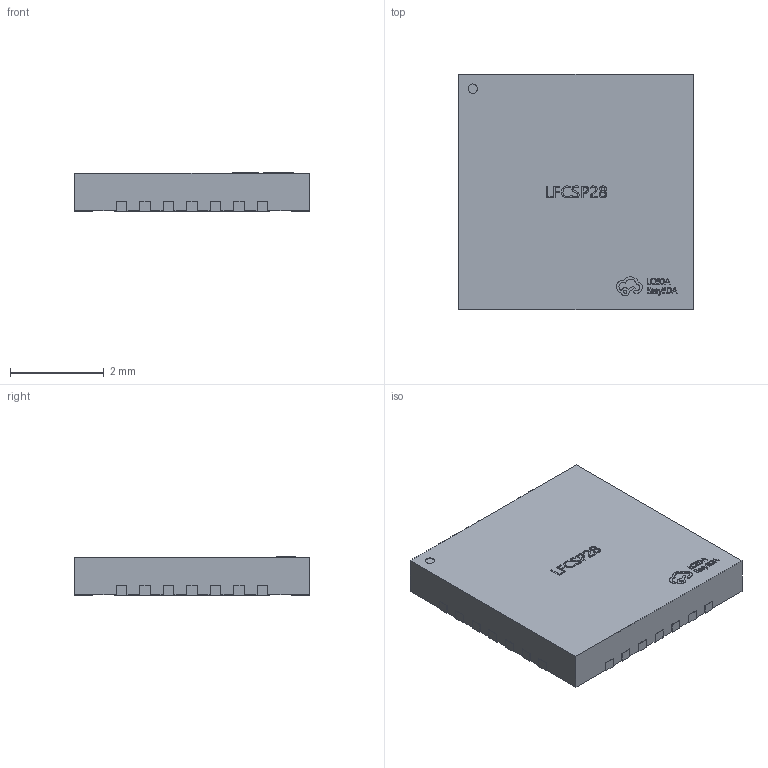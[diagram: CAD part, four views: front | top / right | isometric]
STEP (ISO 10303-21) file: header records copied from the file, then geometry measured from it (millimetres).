
FILE_DESCRIPTION (( 'STEP AP214' ), '1' );
FILE_NAME ('LFCSP-28_L5.0-W5.0-H0.8-P0.50.step', '2022-06-20T11:16:00', ( '' ), ( '' ), 'SwSTEP 2.0', 'SolidWorks 2020', '' );
FILE_SCHEMA (( 'AUTOMOTIVE_DESIGN' ));
Length unit declared in the file: millimetre
Products named in the file (1): LFCSP-28_L5.0-W5.0-H0.8-P0.50
Bounding box: 5.02 x 5.02 x 0.82 mm (x, y, z)
Volume: 20.1 mm3; surface area: 66.9 mm2
Topology: 1 solids, 1 shells, 565 faces, 1575 edges, 1050 vertices
Faces by surface type: plane 367, bspline 160, cylinder 38
Entity records: 26110 total; most frequent: CARTESIAN_POINT 8399, ORIENTED_EDGE 3150, DIRECTION 2139, EDGE_CURVE 1575, LINE 1175, VECTOR 1175, VERTEX_POINT 1050, EDGE_LOOP 603
